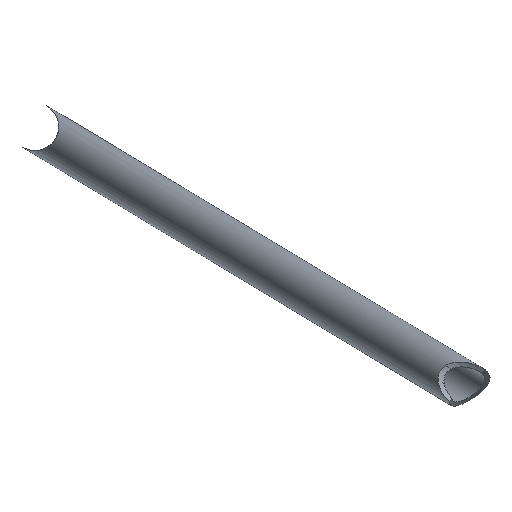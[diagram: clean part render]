
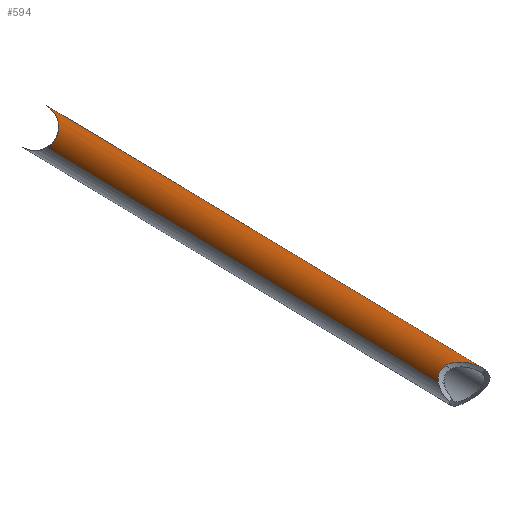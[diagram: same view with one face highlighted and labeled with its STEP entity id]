
A CAD part, front view. The second image highlights one B-rep face of the part: STEP entity #594.
In plain terms, the highlighted cylindrical face has radius 7.5 mm (diameter 15 mm), a partial arc.
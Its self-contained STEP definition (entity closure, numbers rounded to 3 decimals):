
#120=CARTESIAN_POINT('Vertex',(-1431.78,-312.867,172.41)) ;
#124=CARTESIAN_POINT('Control Point',(-1432.163,-321.228,177.224)) ;
#125=CARTESIAN_POINT('Control Point',(-1431.535,-320.368,176.783)) ;
#126=CARTESIAN_POINT('Control Point',(-1431.095,-319.425,176.235)) ;
#127=CARTESIAN_POINT('Control Point',(-1430.874,-318.43,175.65)) ;
#128=CARTESIAN_POINT('Control Point',(-1430.772,-316.69,174.642)) ;
#129=CARTESIAN_POINT('Control Point',(-1431.069,-314.97,173.65)) ;
#130=CARTESIAN_POINT('Control Point',(-1431.254,-314.252,173.235)) ;
#131=CARTESIAN_POINT('Control Point',(-1431.492,-313.549,172.822)) ;
#132=CARTESIAN_POINT('Control Point',(-1431.78,-312.867,172.41)) ;
#133=CARTESIAN_POINT('Vertex',(-1432.163,-321.228,177.224)) ;
#288=CARTESIAN_POINT('Control Point',(-1432.163,-321.228,177.224)) ;
#289=CARTESIAN_POINT('Control Point',(-1433.105,-320.907,177.843)) ;
#290=CARTESIAN_POINT('Control Point',(-1434.095,-320.49,178.34)) ;
#291=CARTESIAN_POINT('Control Point',(-1435.094,-320.014,178.738)) ;
#292=CARTESIAN_POINT('Control Point',(-1436.715,-319.191,179.243)) ;
#293=CARTESIAN_POINT('Control Point',(-1438.358,-318.311,179.526)) ;
#294=CARTESIAN_POINT('Control Point',(-1438.98,-317.976,179.601)) ;
#295=CARTESIAN_POINT('Control Point',(-1440.502,-317.155,179.7)) ;
#296=CARTESIAN_POINT('Control Point',(-1442.035,-316.353,179.564)) ;
#297=CARTESIAN_POINT('Control Point',(-1442.935,-315.901,179.388)) ;
#298=CARTESIAN_POINT('Control Point',(-1443.842,-315.484,179.074)) ;
#299=CARTESIAN_POINT('Control Point',(-1444.668,-315.178,178.562)) ;
#300=CARTESIAN_POINT('Vertex',(-1444.668,-315.178,178.562)) ;
#327=CARTESIAN_POINT('Vertex',(-1446.825,-315.796,173.148)) ;
#330=CARTESIAN_POINT('Line Origine',(-1508.566,-169.492,210.3)) ;
#334=CARTESIAN_POINT('Vertex',(-1568.134,-28.337,246.145)) ;
#375=CARTESIAN_POINT('Vertex',(-1564.46,1.537,252.25)) ;
#378=CARTESIAN_POINT('Line Origine',(-1494.746,-163.66,210.3)) ;
#401=CARTESIAN_POINT('Control Point',(-1446.825,-315.796,173.148)) ;
#402=CARTESIAN_POINT('Control Point',(-1446.909,-315.596,173.595)) ;
#403=CARTESIAN_POINT('Control Point',(-1446.962,-315.408,174.053)) ;
#404=CARTESIAN_POINT('Control Point',(-1446.976,-315.236,174.526)) ;
#405=CARTESIAN_POINT('Control Point',(-1446.914,-314.983,175.353)) ;
#406=CARTESIAN_POINT('Control Point',(-1446.676,-314.836,176.169)) ;
#407=CARTESIAN_POINT('Control Point',(-1446.541,-314.797,176.506)) ;
#408=CARTESIAN_POINT('Control Point',(-1446.171,-314.768,177.209)) ;
#409=CARTESIAN_POINT('Control Point',(-1445.658,-314.859,177.812)) ;
#410=CARTESIAN_POINT('Control Point',(-1445.347,-314.942,178.099)) ;
#411=CARTESIAN_POINT('Control Point',(-1445.015,-315.05,178.348)) ;
#412=CARTESIAN_POINT('Control Point',(-1444.668,-315.178,178.562)) ;
#432=CARTESIAN_POINT('Vertex',(-1564.452,1.497,252.6)) ;
#436=CARTESIAN_POINT('Control Point',(-1564.452,1.497,252.6)) ;
#437=CARTESIAN_POINT('Control Point',(-1564.452,1.511,252.483)) ;
#438=CARTESIAN_POINT('Control Point',(-1564.455,1.524,252.367)) ;
#439=CARTESIAN_POINT('Control Point',(-1564.46,1.537,252.25)) ;
#442=CARTESIAN_POINT('Control Point',(-1568.134,-28.337,246.145)) ;
#443=CARTESIAN_POINT('Control Point',(-1567.884,-28.93,246.293)) ;
#444=CARTESIAN_POINT('Control Point',(-1567.623,-29.513,246.463)) ;
#445=CARTESIAN_POINT('Control Point',(-1567.355,-30.066,246.659)) ;
#446=CARTESIAN_POINT('Control Point',(-1566.939,-30.849,246.996)) ;
#447=CARTESIAN_POINT('Control Point',(-1566.472,-31.509,247.473)) ;
#448=CARTESIAN_POINT('Control Point',(-1566.328,-31.692,247.631)) ;
#449=CARTESIAN_POINT('Control Point',(-1566.088,-31.95,247.914)) ;
#450=CARTESIAN_POINT('Control Point',(-1565.84,-32.118,248.249)) ;
#451=CARTESIAN_POINT('Control Point',(-1565.746,-32.166,248.384)) ;
#452=CARTESIAN_POINT('Control Point',(-1565.55,-32.225,248.683)) ;
#453=CARTESIAN_POINT('Control Point',(-1565.371,-32.191,248.996)) ;
#454=CARTESIAN_POINT('Control Point',(-1565.284,-32.147,249.16)) ;
#455=CARTESIAN_POINT('Control Point',(-1565.095,-31.991,249.545)) ;
#456=CARTESIAN_POINT('Control Point',(-1564.95,-31.739,249.899)) ;
#457=CARTESIAN_POINT('Control Point',(-1564.879,-31.569,250.094)) ;
#458=CARTESIAN_POINT('Control Point',(-1564.663,-30.917,250.747)) ;
#459=CARTESIAN_POINT('Control Point',(-1564.556,-30.13,251.281)) ;
#460=CARTESIAN_POINT('Control Point',(-1564.505,-29.563,251.621)) ;
#461=CARTESIAN_POINT('Control Point',(-1564.467,-28.815,252.022)) ;
#462=CARTESIAN_POINT('Control Point',(-1564.455,-28.05,252.389)) ;
#463=CARTESIAN_POINT('Control Point',(-1564.453,-27.898,252.461)) ;
#464=CARTESIAN_POINT('Control Point',(-1564.452,-27.745,252.531)) ;
#465=CARTESIAN_POINT('Control Point',(-1564.452,-27.592,252.6)) ;
#466=CARTESIAN_POINT('Vertex',(-1564.452,-27.592,252.6)) ;
#522=CARTESIAN_POINT('Control Point',(-1568.085,0.,259.026)) ;
#523=CARTESIAN_POINT('Control Point',(-1568.003,-0.414,258.977)) ;
#524=CARTESIAN_POINT('Control Point',(-1567.921,-0.827,258.925)) ;
#525=CARTESIAN_POINT('Control Point',(-1567.751,-1.702,258.814)) ;
#526=CARTESIAN_POINT('Control Point',(-1567.38,-3.633,258.558)) ;
#527=CARTESIAN_POINT('Control Point',(-1567.027,-5.563,258.273)) ;
#528=CARTESIAN_POINT('Control Point',(-1566.76,-7.08,258.03)) ;
#529=CARTESIAN_POINT('Control Point',(-1566.203,-10.396,257.459)) ;
#530=CARTESIAN_POINT('Control Point',(-1565.706,-13.704,256.789)) ;
#531=CARTESIAN_POINT('Control Point',(-1565.458,-15.488,256.396)) ;
#532=CARTESIAN_POINT('Control Point',(-1565.069,-18.543,255.662)) ;
#533=CARTESIAN_POINT('Control Point',(-1564.766,-21.572,254.798)) ;
#534=CARTESIAN_POINT('Control Point',(-1564.658,-22.811,254.417)) ;
#535=CARTESIAN_POINT('Control Point',(-1564.536,-24.527,253.845)) ;
#536=CARTESIAN_POINT('Control Point',(-1564.472,-26.215,253.189)) ;
#537=CARTESIAN_POINT('Control Point',(-1564.459,-26.677,253.002)) ;
#538=CARTESIAN_POINT('Control Point',(-1564.452,-27.137,252.806)) ;
#539=CARTESIAN_POINT('Control Point',(-1564.452,-27.592,252.6)) ;
#540=CARTESIAN_POINT('Vertex',(-1568.085,0.,259.026)) ;
#544=CARTESIAN_POINT('Control Point',(-1568.085,0.,259.026)) ;
#545=CARTESIAN_POINT('Control Point',(-1567.847,0.065,258.883)) ;
#546=CARTESIAN_POINT('Control Point',(-1567.615,0.129,258.728)) ;
#547=CARTESIAN_POINT('Control Point',(-1567.435,0.181,258.592)) ;
#548=CARTESIAN_POINT('Control Point',(-1567.123,0.273,258.347)) ;
#549=CARTESIAN_POINT('Control Point',(-1566.828,0.364,258.082)) ;
#550=CARTESIAN_POINT('Control Point',(-1566.663,0.416,257.928)) ;
#551=CARTESIAN_POINT('Control Point',(-1565.736,0.717,256.956)) ;
#552=CARTESIAN_POINT('Control Point',(-1565.034,0.998,255.783)) ;
#553=CARTESIAN_POINT('Control Point',(-1564.647,1.199,254.758)) ;
#554=CARTESIAN_POINT('Control Point',(-1564.452,1.367,253.681)) ;
#555=CARTESIAN_POINT('Control Point',(-1564.452,1.497,252.6)) ;
#578=CARTESIAN_POINT('Axis2P3D Location',(-1501.656,-166.576,210.3)) ;
#331=DIRECTION('Vector Direction',(-0.379,0.897,0.228)) ;
#379=DIRECTION('Vector Direction',(-0.379,0.897,0.228)) ;
#579=DIRECTION('Axis2P3D Direction',(-0.379,0.897,0.228)) ;
#580=DIRECTION('Axis2P3D XDirection',(-0.921,-0.389,0.)) ;
#581=AXIS2_PLACEMENT_3D('Cylinder Axis2P3D',#578,#579,#580) ;
#584=ORIENTED_EDGE('',*,*,#382,.T.) ;
#585=ORIENTED_EDGE('',*,*,#440,.F.) ;
#586=ORIENTED_EDGE('',*,*,#556,.F.) ;
#587=ORIENTED_EDGE('',*,*,#542,.T.) ;
#588=ORIENTED_EDGE('',*,*,#468,.F.) ;
#589=ORIENTED_EDGE('',*,*,#336,.F.) ;
#590=ORIENTED_EDGE('',*,*,#413,.T.) ;
#591=ORIENTED_EDGE('',*,*,#302,.F.) ;
#592=ORIENTED_EDGE('',*,*,#135,.T.) ;
#332=VECTOR('Line Direction',#331,1.) ;
#380=VECTOR('Line Direction',#379,1.) ;
#594=ADVANCED_FACE('Corps principal',(#593),#582,.T.) ;
#123=B_SPLINE_CURVE_WITH_KNOTS('',5,(#124,#125,#126,#127,#128,#129,#130,#131,#132),.UNSPECIFIED.,.F.,.U.,(6,3,6),(22.878,31.032,37.022),.UNSPECIFIED.) ;
#287=B_SPLINE_CURVE_WITH_KNOTS('',5,(#288,#289,#290,#291,#292,#293,#294,#295,#296,#297,#298,#299),.UNSPECIFIED.,.F.,.U.,(6,3,3,6),(12.013,20.299,25.324,32.528),.UNSPECIFIED.) ;
#400=B_SPLINE_CURVE_WITH_KNOTS('',5,(#401,#402,#403,#404,#405,#406,#407,#408,#409,#410,#411,#412),.UNSPECIFIED.,.F.,.U.,(6,3,3,6),(0.,3.515,6.073,9.091),.UNSPECIFIED.) ;
#435=B_SPLINE_CURVE_WITH_KNOTS('',3,(#436,#437,#438,#439),.UNSPECIFIED.,.F.,.U.,(4,4),(0.,0.499),.UNSPECIFIED.) ;
#441=B_SPLINE_CURVE_WITH_KNOTS('',5,(#442,#443,#444,#445,#446,#447,#448,#449,#450,#451,#452,#453,#454,#455,#456,#457,#458,#459,#460,#461,#462,#463,#464,#465),.UNSPECIFIED.,.F.,.U.,(6,3,3,3,3,3,3,6),(0.,4.67,6.633,7.836,9.172,11.044,15.861,17.048),.UNSPECIFIED.) ;
#521=B_SPLINE_CURVE_WITH_KNOTS('',5,(#522,#523,#524,#525,#526,#527,#528,#529,#530,#531,#532,#533,#534,#535,#536,#537,#538,#539),.UNSPECIFIED.,.F.,.U.,(6,3,3,3,3,6),(0.,3.004,14.022,27.123,36.398,39.931),.UNSPECIFIED.) ;
#543=B_SPLINE_CURVE_WITH_KNOTS('',5,(#544,#545,#546,#547,#548,#549,#550,#551,#552,#553,#554,#555),.UNSPECIFIED.,.F.,.U.,(6,3,3,6),(0.,2.021,4.043,11.745),.UNSPECIFIED.) ;
#582=CYLINDRICAL_SURFACE('generated cylinder',#581,7.5) ;
#135=EDGE_CURVE('',#134,#121,#123,.T.) ;
#302=EDGE_CURVE('',#134,#301,#287,.T.) ;
#336=EDGE_CURVE('',#328,#335,#333,.T.) ;
#382=EDGE_CURVE('',#121,#376,#381,.T.) ;
#413=EDGE_CURVE('',#328,#301,#400,.T.) ;
#440=EDGE_CURVE('',#433,#376,#435,.T.) ;
#468=EDGE_CURVE('',#335,#467,#441,.T.) ;
#542=EDGE_CURVE('',#541,#467,#521,.T.) ;
#556=EDGE_CURVE('',#541,#433,#543,.T.) ;
#583=EDGE_LOOP('',(#584,#585,#586,#587,#588,#589,#590,#591,#592)) ;
#593=FACE_OUTER_BOUND('',#583,.T.) ;
#333=LINE('Line',#330,#332) ;
#381=LINE('Line',#378,#380) ;
#121=VERTEX_POINT('',#120) ;
#134=VERTEX_POINT('',#133) ;
#301=VERTEX_POINT('',#300) ;
#328=VERTEX_POINT('',#327) ;
#335=VERTEX_POINT('',#334) ;
#376=VERTEX_POINT('',#375) ;
#433=VERTEX_POINT('',#432) ;
#467=VERTEX_POINT('',#466) ;
#541=VERTEX_POINT('',#540) ;
